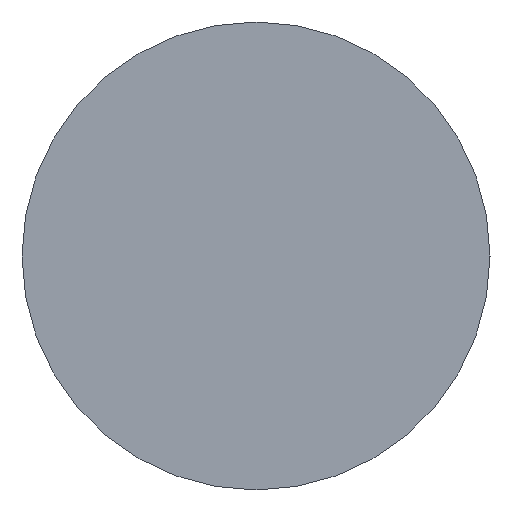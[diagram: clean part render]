
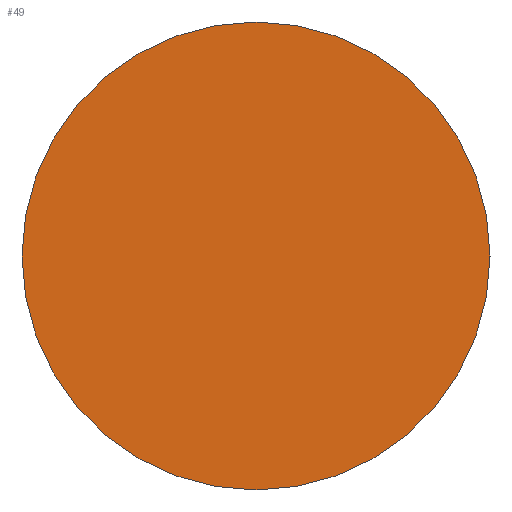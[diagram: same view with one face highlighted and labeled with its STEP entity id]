
A CAD part, left-side view. The second image highlights one B-rep face of the part: STEP entity #49.
In plain terms, the highlighted planar face has unit normal (-1, 0, 0).
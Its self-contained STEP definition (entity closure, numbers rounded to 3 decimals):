
#10 = AXIS2_PLACEMENT_3D ( 'NONE', #174, #156, #58 ) ;
#11 = CIRCLE ( 'NONE', #73, 3.15 ) ;
#12 = AXIS2_PLACEMENT_3D ( 'NONE', #14, #104, #28 ) ;
#13 = EDGE_CURVE ( 'NONE', #159, #109, #56, .T. ) ;
#14 = CARTESIAN_POINT ( 'NONE',  ( 486.967, 143.669, 0. ) ) ;
#23 = EDGE_CURVE ( 'NONE', #109, #159, #11, .T. ) ;
#28 = DIRECTION ( 'NONE',  ( 0., 0., 1. ) ) ;
#49 = ADVANCED_FACE ( 'NONE', ( #72 ), #158, .F. ) ;
#51 = ORIENTED_EDGE ( 'NONE', *, *, #13, .T. ) ;
#56 = CIRCLE ( 'NONE', #12, 3.15 ) ;
#58 = DIRECTION ( 'NONE',  ( 0., 0., -1. ) ) ;
#61 = CARTESIAN_POINT ( 'NONE',  ( 486.967, 143.669, 3.15 ) ) ;
#62 = CARTESIAN_POINT ( 'NONE',  ( 486.967, 143.669, 0. ) ) ;
#66 = DIRECTION ( 'NONE',  ( -1., 0., 0. ) ) ;
#68 = DIRECTION ( 'NONE',  ( 0., 0., 1. ) ) ;
#71 = ORIENTED_EDGE ( 'NONE', *, *, #23, .T. ) ;
#72 = FACE_OUTER_BOUND ( 'NONE', #83, .T. ) ;
#73 = AXIS2_PLACEMENT_3D ( 'NONE', #62, #66, #68 ) ;
#79 = CARTESIAN_POINT ( 'NONE',  ( 486.967, 143.669, -3.15 ) ) ;
#83 = EDGE_LOOP ( 'NONE', ( #51, #71 ) ) ;
#104 = DIRECTION ( 'NONE',  ( -1., 0., 0. ) ) ;
#109 = VERTEX_POINT ( 'NONE', #79 ) ;
#156 = DIRECTION ( 'NONE',  ( 1., 0., 0. ) ) ;
#158 = PLANE ( 'NONE',  #10 ) ;
#159 = VERTEX_POINT ( 'NONE', #61 ) ;
#174 = CARTESIAN_POINT ( 'NONE',  ( 486.967, 143.669, 0. ) ) ;
